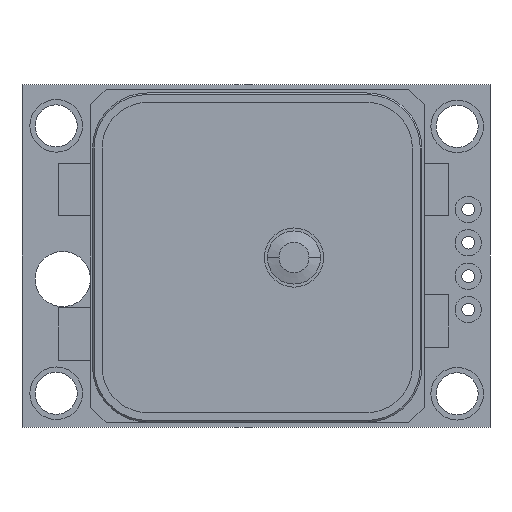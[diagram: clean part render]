
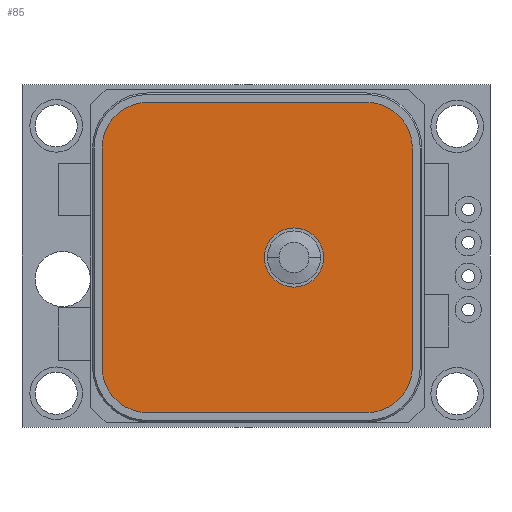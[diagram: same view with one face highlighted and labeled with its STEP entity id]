
A CAD part, front view. The second image highlights one B-rep face of the part: STEP entity #85.
In plain terms, the highlighted face is planar.
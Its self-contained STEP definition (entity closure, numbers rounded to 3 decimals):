
#85 = ADVANCED_FACE ( 'NONE', ( #4736, #9352 ), #8428, .T. ) ;
#107 = DIRECTION ( 'NONE',  ( 0., 0., 1. ) ) ;
#335 = ORIENTED_EDGE ( 'NONE', *, *, #2475, .T. ) ;
#380 = DIRECTION ( 'NONE',  ( 0., 1., 0. ) ) ;
#399 = CIRCLE ( 'NONE', #7155, 3.47 ) ;
#465 = VERTEX_POINT ( 'NONE', #5844 ) ;
#544 = CARTESIAN_POINT ( 'NONE',  ( 20.85, 4.18, -0.72 ) ) ;
#685 = CARTESIAN_POINT ( 'NONE',  ( 24.32, 4.18, -20.85 ) ) ;
#689 = CIRCLE ( 'NONE', #3502, 3.47 ) ;
#722 = EDGE_CURVE ( 'NONE', #9666, #11614, #3476, .T. ) ;
#745 = ORIENTED_EDGE ( 'NONE', *, *, #6326, .T. ) ;
#1062 = DIRECTION ( 'NONE',  ( 0., 1., 0. ) ) ;
#1115 = DIRECTION ( 'NONE',  ( 0., 0., 1. ) ) ;
#1843 = VERTEX_POINT ( 'NONE', #2303 ) ;
#2088 = LINE ( 'NONE', #7880, #9072 ) ;
#2122 = CARTESIAN_POINT ( 'NONE',  ( 4.19, 4.18, -20.85 ) ) ;
#2303 = CARTESIAN_POINT ( 'NONE',  ( 24.32, 4.18, -4.19 ) ) ;
#2475 = EDGE_CURVE ( 'NONE', #4862, #9666, #2088, .T. ) ;
#2566 = LINE ( 'NONE', #685, #10686 ) ;
#2685 = CARTESIAN_POINT ( 'NONE',  ( 4.19, 4.18, -24.32 ) ) ;
#2710 = DIRECTION ( 'NONE',  ( 0., 0., 1. ) ) ;
#2857 = CARTESIAN_POINT ( 'NONE',  ( 20.85, 4.18, -0.72 ) ) ;
#3077 = EDGE_CURVE ( 'NONE', #5119, #10198, #7471, .T. ) ;
#3476 = CIRCLE ( 'NONE', #5480, 3.47 ) ;
#3502 = AXIS2_PLACEMENT_3D ( 'NONE', #6204, #9941, #107 ) ;
#3717 = DIRECTION ( 'NONE',  ( 0., 1., 0. ) ) ;
#3748 = CARTESIAN_POINT ( 'NONE',  ( 20.85, 4.18, -20.85 ) ) ;
#3820 = DIRECTION ( 'NONE',  ( 1., 0., 0. ) ) ;
#4056 = ORIENTED_EDGE ( 'NONE', *, *, #5640, .T. ) ;
#4239 = CIRCLE ( 'NONE', #6040, 3.47 ) ;
#4330 = DIRECTION ( 'NONE',  ( 0., 1., 0. ) ) ;
#4564 = ORIENTED_EDGE ( 'NONE', *, *, #722, .T. ) ;
#4736 = FACE_OUTER_BOUND ( 'NONE', #9989, .T. ) ;
#4862 = VERTEX_POINT ( 'NONE', #12020 ) ;
#5031 = LINE ( 'NONE', #10741, #7452 ) ;
#5044 = ORIENTED_EDGE ( 'NONE', *, *, #3077, .F. ) ;
#5119 = VERTEX_POINT ( 'NONE', #10668 ) ;
#5135 = EDGE_LOOP ( 'NONE', ( #5044, #5548 ) ) ;
#5153 = DIRECTION ( 'NONE',  ( 0., 0., 1. ) ) ;
#5362 = CARTESIAN_POINT ( 'NONE',  ( 12.52, 4.18, -13.07 ) ) ;
#5480 = AXIS2_PLACEMENT_3D ( 'NONE', #2122, #9640, #10793 ) ;
#5548 = ORIENTED_EDGE ( 'NONE', *, *, #11945, .F. ) ;
#5640 = EDGE_CURVE ( 'NONE', #8869, #1843, #689, .T. ) ;
#5730 = DIRECTION ( 'NONE',  ( 0., 1., 0. ) ) ;
#5844 = CARTESIAN_POINT ( 'NONE',  ( 4.19, 4.18, -0.72 ) ) ;
#6009 = VERTEX_POINT ( 'NONE', #8329 ) ;
#6015 = CARTESIAN_POINT ( 'NONE',  ( 12.52, 4.18, -15.32 ) ) ;
#6040 = AXIS2_PLACEMENT_3D ( 'NONE', #3748, #1062, #10443 ) ;
#6204 = CARTESIAN_POINT ( 'NONE',  ( 20.85, 4.18, -4.19 ) ) ;
#6220 = AXIS2_PLACEMENT_3D ( 'NONE', #12184, #3717, #2710 ) ;
#6240 = CIRCLE ( 'NONE', #6626, 2.25 ) ;
#6265 = CARTESIAN_POINT ( 'NONE',  ( 4.19, 4.18, -4.19 ) ) ;
#6325 = AXIS2_PLACEMENT_3D ( 'NONE', #6847, #5730, #10586 ) ;
#6326 = EDGE_CURVE ( 'NONE', #11614, #11238, #5031, .T. ) ;
#6626 = AXIS2_PLACEMENT_3D ( 'NONE', #6015, #380, #11551 ) ;
#6790 = DIRECTION ( 'NONE',  ( -1., 0., 0. ) ) ;
#6847 = CARTESIAN_POINT ( 'NONE',  ( 12.52, 4.18, -15.32 ) ) ;
#7155 = AXIS2_PLACEMENT_3D ( 'NONE', #6265, #4330, #5153 ) ;
#7452 = VECTOR ( 'NONE', #1115, 1000. ) ;
#7471 = CIRCLE ( 'NONE', #6325, 2.25 ) ;
#7475 = DIRECTION ( 'NONE',  ( 0., 0., -1. ) ) ;
#7677 = EDGE_CURVE ( 'NONE', #1843, #6009, #2566, .T. ) ;
#7880 = CARTESIAN_POINT ( 'NONE',  ( 4.19, 4.18, -24.32 ) ) ;
#7911 = EDGE_CURVE ( 'NONE', #11238, #465, #399, .T. ) ;
#8329 = CARTESIAN_POINT ( 'NONE',  ( 24.32, 4.18, -20.85 ) ) ;
#8412 = ORIENTED_EDGE ( 'NONE', *, *, #7911, .T. ) ;
#8428 = PLANE ( 'NONE',  #6220 ) ;
#8528 = EDGE_CURVE ( 'NONE', #465, #8869, #8532, .T. ) ;
#8532 = LINE ( 'NONE', #544, #10524 ) ;
#8869 = VERTEX_POINT ( 'NONE', #2857 ) ;
#9072 = VECTOR ( 'NONE', #6790, 1000. ) ;
#9352 = FACE_BOUND ( 'NONE', #5135, .T. ) ;
#9382 = CARTESIAN_POINT ( 'NONE',  ( 0.72, 4.18, -20.85 ) ) ;
#9640 = DIRECTION ( 'NONE',  ( 0., 1., 0. ) ) ;
#9666 = VERTEX_POINT ( 'NONE', #2685 ) ;
#9789 = EDGE_CURVE ( 'NONE', #6009, #4862, #4239, .T. ) ;
#9868 = CARTESIAN_POINT ( 'NONE',  ( 0.72, 4.18, -4.19 ) ) ;
#9941 = DIRECTION ( 'NONE',  ( 0., 1., 0. ) ) ;
#9985 = ORIENTED_EDGE ( 'NONE', *, *, #9789, .T. ) ;
#9989 = EDGE_LOOP ( 'NONE', ( #4564, #745, #8412, #10752, #4056, #10856, #9985, #335 ) ) ;
#10198 = VERTEX_POINT ( 'NONE', #5362 ) ;
#10443 = DIRECTION ( 'NONE',  ( 0., 0., 1. ) ) ;
#10524 = VECTOR ( 'NONE', #3820, 1000. ) ;
#10586 = DIRECTION ( 'NONE',  ( 0., 0., 1. ) ) ;
#10668 = CARTESIAN_POINT ( 'NONE',  ( 12.52, 4.18, -17.57 ) ) ;
#10686 = VECTOR ( 'NONE', #7475, 1000. ) ;
#10741 = CARTESIAN_POINT ( 'NONE',  ( 0.72, 4.18, -4.19 ) ) ;
#10752 = ORIENTED_EDGE ( 'NONE', *, *, #8528, .T. ) ;
#10793 = DIRECTION ( 'NONE',  ( 0., 0., 1. ) ) ;
#10856 = ORIENTED_EDGE ( 'NONE', *, *, #7677, .T. ) ;
#11238 = VERTEX_POINT ( 'NONE', #9868 ) ;
#11551 = DIRECTION ( 'NONE',  ( 0., 0., 1. ) ) ;
#11614 = VERTEX_POINT ( 'NONE', #9382 ) ;
#11945 = EDGE_CURVE ( 'NONE', #10198, #5119, #6240, .T. ) ;
#12020 = CARTESIAN_POINT ( 'NONE',  ( 20.85, 4.18, -24.32 ) ) ;
#12184 = CARTESIAN_POINT ( 'NONE',  ( 4.19, 4.18, -20.85 ) ) ;
